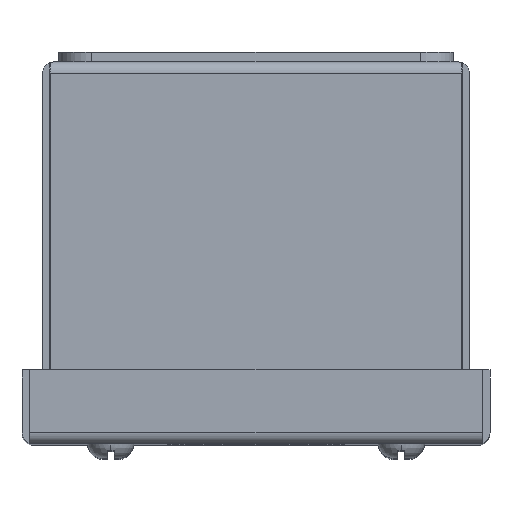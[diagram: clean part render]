
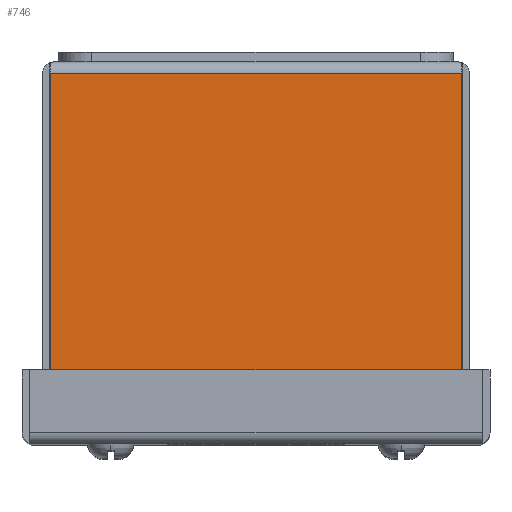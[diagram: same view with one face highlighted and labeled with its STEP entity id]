
A CAD part, top view. The second image highlights one B-rep face of the part: STEP entity #746.
In plain terms, the highlighted planar face has unit normal (0, 0, 1).
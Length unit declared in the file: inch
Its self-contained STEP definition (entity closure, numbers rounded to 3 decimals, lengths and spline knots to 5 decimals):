
#222 = CARTESIAN_POINT ( 'NONE',  ( 1.56721, -0.086, 2.875 ) ) ;
#746 = ADVANCED_FACE ( 'NONE', ( #8306 ), #3948, .T. ) ;
#797 = EDGE_LOOP ( 'NONE', ( #5546, #10737, #8889, #10409 ) ) ;
#1777 = DIRECTION ( 'NONE',  ( 0., -1., 0. ) ) ;
#1849 = CARTESIAN_POINT ( 'NONE',  ( -1.56721, 0., 2.875 ) ) ;
#2622 = DIRECTION ( 'NONE',  ( 0., 1., 0. ) ) ;
#2698 = DIRECTION ( 'NONE',  ( 1., 0., 0. ) ) ;
#3936 = LINE ( 'NONE', #8438, #5025 ) ;
#3948 = PLANE ( 'NONE',  #11514 ) ;
#4552 = VERTEX_POINT ( 'NONE', #222 ) ;
#4605 = VECTOR ( 'NONE', #2622, 39.37008 ) ;
#5025 = VECTOR ( 'NONE', #12942, 39.37008 ) ;
#5123 = EDGE_CURVE ( 'NONE', #12030, #4552, #3936, .T. ) ;
#5546 = ORIENTED_EDGE ( 'NONE', *, *, #8765, .T. ) ;
#5678 = CARTESIAN_POINT ( 'NONE',  ( -1.56721, -0.086, 2.875 ) ) ;
#6614 = VERTEX_POINT ( 'NONE', #13084 ) ;
#7083 = VERTEX_POINT ( 'NONE', #14372 ) ;
#7196 = CARTESIAN_POINT ( 'NONE',  ( 1.56721, 0., 2.875 ) ) ;
#7896 = VECTOR ( 'NONE', #1777, 39.37008 ) ;
#8078 = EDGE_CURVE ( 'NONE', #12030, #6614, #13279, .T. ) ;
#8228 = LINE ( 'NONE', #7196, #4605 ) ;
#8306 = FACE_OUTER_BOUND ( 'NONE', #797, .T. ) ;
#8438 = CARTESIAN_POINT ( 'NONE',  ( -1.539, -0.086, 2.875 ) ) ;
#8765 = EDGE_CURVE ( 'NONE', #7083, #4552, #8228, .T. ) ;
#8889 = ORIENTED_EDGE ( 'NONE', *, *, #8078, .T. ) ;
#9137 = CARTESIAN_POINT ( 'NONE',  ( -10.902, -2.664, 2.875 ) ) ;
#9207 = LINE ( 'NONE', #9137, #12091 ) ;
#9270 = CARTESIAN_POINT ( 'NONE',  ( -10.902, 0., 2.875 ) ) ;
#10409 = ORIENTED_EDGE ( 'NONE', *, *, #12146, .T. ) ;
#10737 = ORIENTED_EDGE ( 'NONE', *, *, #5123, .F. ) ;
#11514 = AXIS2_PLACEMENT_3D ( 'NONE', #9270, #12814, #2698 ) ;
#12030 = VERTEX_POINT ( 'NONE', #5678 ) ;
#12091 = VECTOR ( 'NONE', #13783, 39.37008 ) ;
#12146 = EDGE_CURVE ( 'NONE', #6614, #7083, #9207, .T. ) ;
#12814 = DIRECTION ( 'NONE',  ( 0., 0., 1. ) ) ;
#12942 = DIRECTION ( 'NONE',  ( 1., 0., 0. ) ) ;
#13084 = CARTESIAN_POINT ( 'NONE',  ( -1.56721, -2.664, 2.875 ) ) ;
#13279 = LINE ( 'NONE', #1849, #7896 ) ;
#13783 = DIRECTION ( 'NONE',  ( 1., 0., 0. ) ) ;
#14372 = CARTESIAN_POINT ( 'NONE',  ( 1.56721, -2.664, 2.875 ) ) ;
